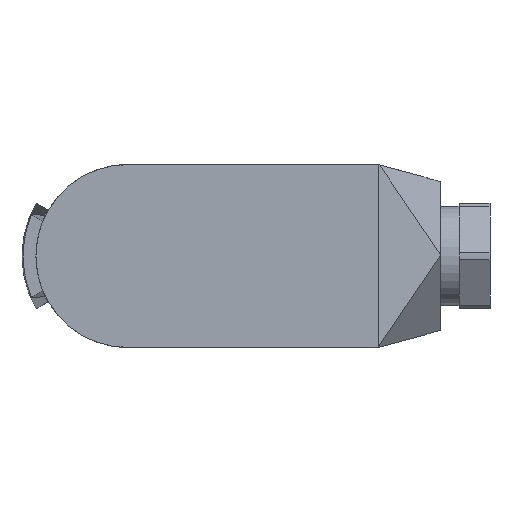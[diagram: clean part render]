
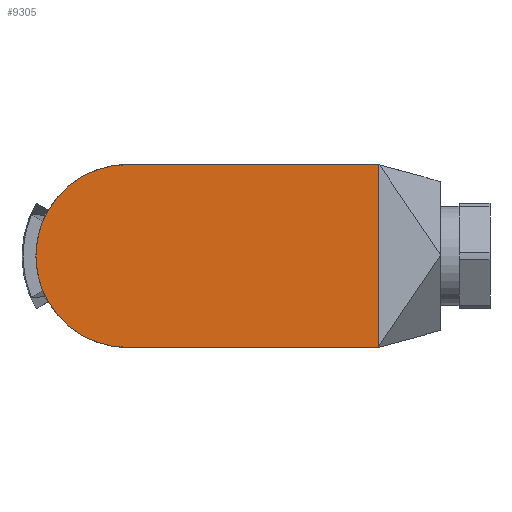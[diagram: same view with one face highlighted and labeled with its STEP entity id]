
A CAD part, front view. The second image highlights one B-rep face of the part: STEP entity #9305.
In plain terms, the highlighted planar face has unit normal (0, -1, 0).
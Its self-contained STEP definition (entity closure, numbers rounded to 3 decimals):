
#62=PLANE('',#9961);
#909=LINE('',#14299,#2024);
#915=LINE('',#14309,#2030);
#968=LINE('',#14414,#2083);
#977=LINE('',#14432,#2092);
#2024=VECTOR('',#11203,1000.);
#2030=VECTOR('',#11211,1000.);
#2083=VECTOR('',#11282,1000.);
#2092=VECTOR('',#11305,1000.);
#3329=ORIENTED_EDGE('',*,*,#6028,.F.);
#3330=ORIENTED_EDGE('',*,*,#6039,.F.);
#3331=ORIENTED_EDGE('',*,*,#5974,.F.);
#3332=ORIENTED_EDGE('',*,*,#5900,.F.);
#3333=ORIENTED_EDGE('',*,*,#5968,.F.);
#5900=EDGE_CURVE('',#7271,#7272,#7822,.T.);
#5968=EDGE_CURVE('',#7334,#7271,#909,.T.);
#5974=EDGE_CURVE('',#7272,#7338,#915,.T.);
#6028=EDGE_CURVE('',#7380,#7334,#968,.T.);
#6039=EDGE_CURVE('',#7338,#7380,#977,.T.);
#7271=VERTEX_POINT('',#14166);
#7272=VERTEX_POINT('',#14168);
#7334=VERTEX_POINT('',#14298);
#7338=VERTEX_POINT('',#14310);
#7380=VERTEX_POINT('',#14413);
#7822=CIRCLE('',#9915,14.75);
#8067=EDGE_LOOP('',(#3329,#3330,#3331,#3332,#3333));
#8669=FACE_BOUND('',#8067,.T.);
#9305=ADVANCED_FACE('',(#8669),#62,.F.);
#9915=AXIS2_PLACEMENT_3D('',#14167,#11105,#11106);
#9961=AXIS2_PLACEMENT_3D('',#14433,#11306,#11307);
#11105=DIRECTION('',(0.,1.,0.));
#11106=DIRECTION('',(1.,0.,0.));
#11203=DIRECTION('',(-1.,0.,0.));
#11211=DIRECTION('',(1.,0.,0.));
#11282=DIRECTION('',(-0.537,0.,-0.844));
#11305=DIRECTION('',(0.,0.,-1.));
#11306=DIRECTION('',(0.,1.,0.));
#11307=DIRECTION('',(0.,0.,1.));
#14166=CARTESIAN_POINT('',(0.,0.,-14.75));
#14167=CARTESIAN_POINT('',(0.,0.,0.));
#14168=CARTESIAN_POINT('',(0.,0.,14.75));
#14298=CARTESIAN_POINT('',(40.435,0.,-14.75));
#14299=CARTESIAN_POINT('',(40.5,0.,-14.75));
#14309=CARTESIAN_POINT('',(0.,0.,14.75));
#14310=CARTESIAN_POINT('',(40.5,0.,14.75));
#14413=CARTESIAN_POINT('',(40.5,0.,-14.648));
#14414=CARTESIAN_POINT('',(35.454,0.,-22.573));
#14432=CARTESIAN_POINT('',(40.5,0.,0.));
#14433=CARTESIAN_POINT('',(0.,0.,0.));
